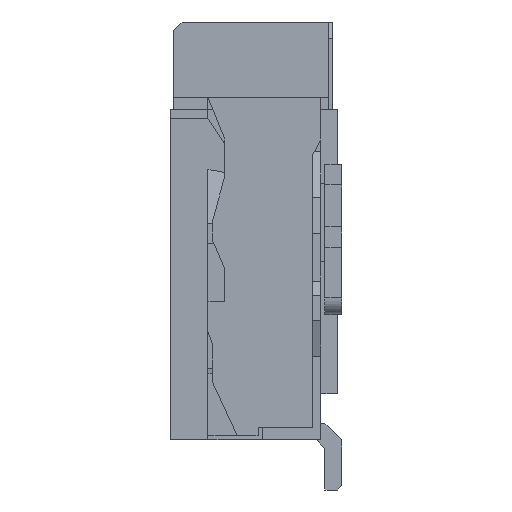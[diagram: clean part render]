
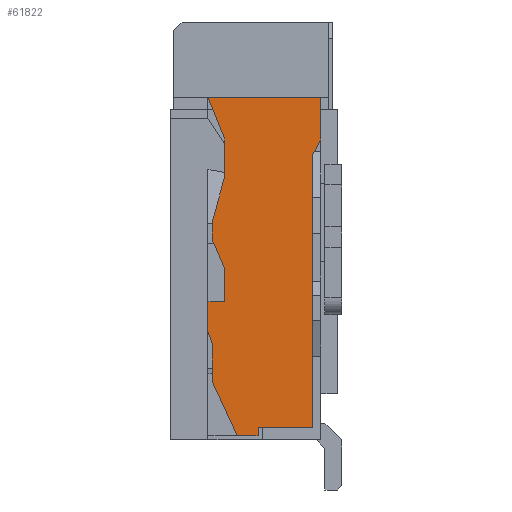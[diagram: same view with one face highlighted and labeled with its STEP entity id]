
A CAD part, left-side view. The second image highlights one B-rep face of the part: STEP entity #61822.
In plain terms, the highlighted planar face has unit normal (-1, 0, 0).
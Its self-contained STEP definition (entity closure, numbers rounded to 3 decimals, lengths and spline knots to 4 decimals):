
#4636=DIRECTION('',(0.,-1.,0.));
#4637=VECTOR('',#4636,1.35);
#4638=CARTESIAN_POINT('',(-14.6,1.55,4.1));
#4639=LINE('',#4638,#4637);
#4921=DIRECTION('',(0.,-1.,0.));
#4922=VECTOR('',#4921,0.25);
#4923=CARTESIAN_POINT('',(-14.6,1.2,0.05));
#4924=LINE('',#4923,#4922);
#14263=DIRECTION('',(0.,0.,-1.));
#14264=VECTOR('',#14263,0.35);
#14265=CARTESIAN_POINT('',(-14.6,1.55,1.65));
#14266=LINE('',#14265,#14264);
#14328=DIRECTION('',(0.,0.,-1.));
#14329=VECTOR('',#14328,0.35);
#14330=CARTESIAN_POINT('',(-14.6,1.35,3.55));
#14331=LINE('',#14330,#14329);
#14332=DIRECTION('',(0.,0.,-1.));
#14333=VECTOR('',#14332,0.05);
#14334=CARTESIAN_POINT('',(-14.6,1.35,3.6));
#14335=LINE('',#14334,#14333);
#14336=DIRECTION('',(0.,-0.371,-0.928));
#14337=VECTOR('',#14336,0.5385);
#14338=CARTESIAN_POINT('',(-14.6,1.55,4.1));
#14339=LINE('',#14338,#14337);
#14340=DIRECTION('',(0.,-0.447,0.894));
#14341=VECTOR('',#14340,0.2236);
#14342=CARTESIAN_POINT('',(-14.6,0.3,3.4));
#14343=LINE('',#14342,#14341);
#14344=DIRECTION('',(0.,0.,1.));
#14345=VECTOR('',#14344,3.25);
#14346=CARTESIAN_POINT('',(-14.6,0.3,0.15));
#14347=LINE('',#14346,#14345);
#14348=DIRECTION('',(0.,-1.,0.));
#14349=VECTOR('',#14348,0.65);
#14350=CARTESIAN_POINT('',(-14.6,0.95,0.15));
#14351=LINE('',#14350,#14349);
#14352=DIRECTION('',(0.,0.,1.));
#14353=VECTOR('',#14352,0.1);
#14354=CARTESIAN_POINT('',(-14.6,0.95,0.05));
#14355=LINE('',#14354,#14353);
#14356=DIRECTION('',(0.,-0.419,-0.908));
#14357=VECTOR('',#14356,0.7159);
#14358=CARTESIAN_POINT('',(-14.6,1.5,0.7));
#14359=LINE('',#14358,#14357);
#14360=DIRECTION('',(0.,0.,-1.));
#14361=VECTOR('',#14360,0.45);
#14362=CARTESIAN_POINT('',(-14.6,1.5,1.15));
#14363=LINE('',#14362,#14361);
#14364=DIRECTION('',(0.,-0.316,-0.949));
#14365=VECTOR('',#14364,0.1581);
#14366=CARTESIAN_POINT('',(-14.6,1.55,1.3));
#14367=LINE('',#14366,#14365);
#14368=DIRECTION('',(0.,-1.,0.));
#14369=VECTOR('',#14368,0.2);
#14370=CARTESIAN_POINT('',(-14.6,1.55,1.65));
#14371=LINE('',#14370,#14369);
#14372=DIRECTION('',(0.,0.,-1.));
#14373=VECTOR('',#14372,0.4);
#14374=CARTESIAN_POINT('',(-14.6,1.35,2.05));
#14375=LINE('',#14374,#14373);
#14376=DIRECTION('',(0.,-0.394,-0.919));
#14377=VECTOR('',#14376,0.3808);
#14378=CARTESIAN_POINT('',(-14.6,1.5,2.4));
#14379=LINE('',#14378,#14377);
#14380=DIRECTION('',(0.,0.,-1.));
#14381=VECTOR('',#14380,0.2);
#14382=CARTESIAN_POINT('',(-14.6,1.5,2.6));
#14383=LINE('',#14382,#14381);
#14384=DIRECTION('',(0.,0.263,-0.965));
#14385=VECTOR('',#14384,0.5701);
#14386=CARTESIAN_POINT('',(-14.6,1.35,3.15));
#14387=LINE('',#14386,#14385);
#14388=DIRECTION('',(0.,0.,-1.));
#14389=VECTOR('',#14388,0.05);
#14390=CARTESIAN_POINT('',(-14.6,1.35,3.2));
#14391=LINE('',#14390,#14389);
#14588=DIRECTION('',(0.,0.,1.));
#14589=VECTOR('',#14588,0.5);
#14590=CARTESIAN_POINT('',(-14.6,0.2,3.6));
#14591=LINE('',#14590,#14589);
#39499=CARTESIAN_POINT('',(-14.6,1.35,3.6));
#39501=VERTEX_POINT('',#39499);
#39503=CARTESIAN_POINT('',(-14.6,1.35,3.15));
#39505=VERTEX_POINT('',#39503);
#39507=CARTESIAN_POINT('',(-14.6,1.5,2.6));
#39509=VERTEX_POINT('',#39507);
#39511=CARTESIAN_POINT('',(-14.6,1.5,2.4));
#39513=VERTEX_POINT('',#39511);
#39515=CARTESIAN_POINT('',(-14.6,1.35,2.05));
#39517=VERTEX_POINT('',#39515);
#39519=CARTESIAN_POINT('',(-14.6,1.35,1.65));
#39521=VERTEX_POINT('',#39519);
#39523=CARTESIAN_POINT('',(-14.6,1.55,1.65));
#39525=VERTEX_POINT('',#39523);
#39531=CARTESIAN_POINT('',(-14.6,1.55,1.3));
#39533=VERTEX_POINT('',#39531);
#39535=CARTESIAN_POINT('',(-14.6,1.5,1.15));
#39537=VERTEX_POINT('',#39535);
#39539=CARTESIAN_POINT('',(-14.6,1.5,0.7));
#39541=VERTEX_POINT('',#39539);
#39543=CARTESIAN_POINT('',(-14.6,0.3,3.4));
#39545=VERTEX_POINT('',#39543);
#39547=CARTESIAN_POINT('',(-14.6,1.2,0.05));
#39549=VERTEX_POINT('',#39547);
#39552=CARTESIAN_POINT('',(-14.6,1.55,4.1));
#39554=VERTEX_POINT('',#39552);
#39895=CARTESIAN_POINT('',(-14.6,0.2,3.6));
#39897=VERTEX_POINT('',#39895);
#39901=CARTESIAN_POINT('',(-14.6,0.95,0.05));
#39902=CARTESIAN_POINT('',(-14.6,0.95,0.15));
#39903=VERTEX_POINT('',#39901);
#39904=VERTEX_POINT('',#39902);
#39905=CARTESIAN_POINT('',(-14.6,0.3,0.15));
#39906=VERTEX_POINT('',#39905);
#40357=CARTESIAN_POINT('',(-14.6,1.35,3.55));
#40358=CARTESIAN_POINT('',(-14.6,1.35,3.2));
#40359=VERTEX_POINT('',#40357);
#40360=VERTEX_POINT('',#40358);
#43073=CARTESIAN_POINT('',(-14.6,0.2,4.1));
#43075=VERTEX_POINT('',#43073);
#61780=CARTESIAN_POINT('',(-14.6,1.55,5.));
#61781=DIRECTION('',(-1.,0.,0.));
#61782=DIRECTION('',(0.,-1.,0.));
#61783=AXIS2_PLACEMENT_3D('',#61780,#61781,#61782);
#61784=PLANE('',#61783);
#61786=ORIENTED_EDGE('',*,*,#61785,.F.);
#61788=ORIENTED_EDGE('',*,*,#61787,.F.);
#61790=ORIENTED_EDGE('',*,*,#61789,.F.);
#61791=ORIENTED_EDGE('',*,*,#48943,.T.);
#61793=ORIENTED_EDGE('',*,*,#61792,.F.);
#61795=ORIENTED_EDGE('',*,*,#61794,.F.);
#61796=ORIENTED_EDGE('',*,*,#49512,.F.);
#61798=ORIENTED_EDGE('',*,*,#61797,.F.);
#61799=ORIENTED_EDGE('',*,*,#49457,.F.);
#61800=ORIENTED_EDGE('',*,*,#49302,.F.);
#61802=ORIENTED_EDGE('',*,*,#61801,.F.);
#61804=ORIENTED_EDGE('',*,*,#61803,.F.);
#61806=ORIENTED_EDGE('',*,*,#61805,.F.);
#61807=ORIENTED_EDGE('',*,*,#61760,.F.);
#61809=ORIENTED_EDGE('',*,*,#61808,.T.);
#61811=ORIENTED_EDGE('',*,*,#61810,.F.);
#61813=ORIENTED_EDGE('',*,*,#61812,.F.);
#61815=ORIENTED_EDGE('',*,*,#61814,.F.);
#61817=ORIENTED_EDGE('',*,*,#61816,.F.);
#61819=ORIENTED_EDGE('',*,*,#61818,.F.);
#61820=EDGE_LOOP('',(#61786,#61788,#61790,#61791,#61793,#61795,#61796,#61798,
#61799,#61800,#61802,#61804,#61806,#61807,#61809,#61811,#61813,#61815,#61817,
#61819));
#61821=FACE_OUTER_BOUND('',#61820,.F.);
#61822=ADVANCED_FACE('',(#61821),#61784,.T.);
#48943=EDGE_CURVE('',#39554,#43075,#4639,.T.);
#49302=EDGE_CURVE('',#39549,#39903,#4924,.T.);
#49457=EDGE_CURVE('',#39903,#39904,#14355,.T.);
#49512=EDGE_CURVE('',#39906,#39545,#14347,.T.);
#61760=EDGE_CURVE('',#39525,#39533,#14266,.T.);
#61785=EDGE_CURVE('',#40359,#40360,#14331,.T.);
#61787=EDGE_CURVE('',#39501,#40359,#14335,.T.);
#61789=EDGE_CURVE('',#39554,#39501,#14339,.T.);
#61792=EDGE_CURVE('',#39897,#43075,#14591,.T.);
#61794=EDGE_CURVE('',#39545,#39897,#14343,.T.);
#61797=EDGE_CURVE('',#39904,#39906,#14351,.T.);
#61801=EDGE_CURVE('',#39541,#39549,#14359,.T.);
#61803=EDGE_CURVE('',#39537,#39541,#14363,.T.);
#61805=EDGE_CURVE('',#39533,#39537,#14367,.T.);
#61808=EDGE_CURVE('',#39525,#39521,#14371,.T.);
#61810=EDGE_CURVE('',#39517,#39521,#14375,.T.);
#61812=EDGE_CURVE('',#39513,#39517,#14379,.T.);
#61814=EDGE_CURVE('',#39509,#39513,#14383,.T.);
#61816=EDGE_CURVE('',#39505,#39509,#14387,.T.);
#61818=EDGE_CURVE('',#40360,#39505,#14391,.T.);
